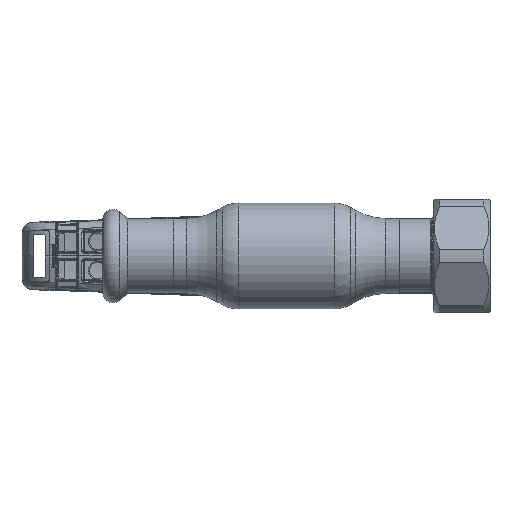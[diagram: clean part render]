
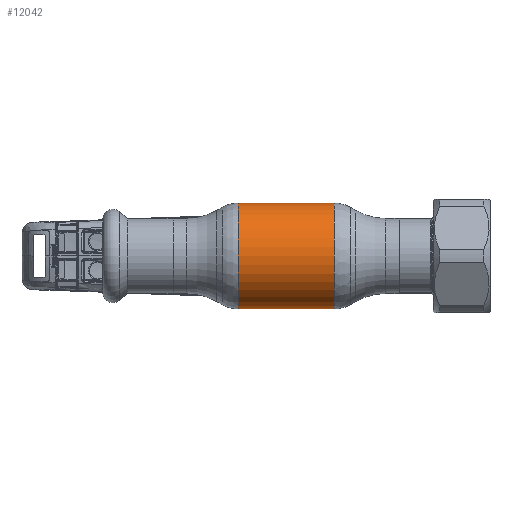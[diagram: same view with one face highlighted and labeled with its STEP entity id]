
A CAD part, front view. The second image highlights one B-rep face of the part: STEP entity #12042.
In plain terms, the highlighted cylindrical face has radius 15 mm (diameter 30 mm), a partial arc.
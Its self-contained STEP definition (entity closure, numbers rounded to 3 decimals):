
#400 = DIRECTION ( 'NONE',  ( -1., 0., 0. ) ) ;
#3892 = CYLINDRICAL_SURFACE ( 'NONE', #23660, 15. ) ;
#7265 = EDGE_CURVE ( 'NONE', #52544, #26172, #53892, .T. ) ;
#7308 = AXIS2_PLACEMENT_3D ( 'NONE', #22288, #400, #16241 ) ;
#7526 = DIRECTION ( 'NONE',  ( -1., 0., 0. ) ) ;
#12042 = ADVANCED_FACE ( 'NONE', ( #48527 ), #3892, .T. ) ;
#12442 = EDGE_LOOP ( 'NONE', ( #50938, #69158, #69239, #31904 ) ) ;
#13953 = AXIS2_PLACEMENT_3D ( 'NONE', #35647, #7526, #69613 ) ;
#15915 = CARTESIAN_POINT ( 'NONE',  ( -13.588, 0., 15. ) ) ;
#16142 = VERTEX_POINT ( 'NONE', #18734 ) ;
#16241 = DIRECTION ( 'NONE',  ( 0., 0., 1. ) ) ;
#16945 = DIRECTION ( 'NONE',  ( -1., 0., 0. ) ) ;
#17130 = VECTOR ( 'NONE', #40868, 1000. ) ;
#17256 = VERTEX_POINT ( 'NONE', #62863 ) ;
#18734 = CARTESIAN_POINT ( 'NONE',  ( -13.588, 0., -15. ) ) ;
#22283 = DIRECTION ( 'NONE',  ( 0., 0., 1. ) ) ;
#22288 = CARTESIAN_POINT ( 'NONE',  ( -13.588, 0., 0. ) ) ;
#23660 = AXIS2_PLACEMENT_3D ( 'NONE', #56546, #16945, #22283 ) ;
#26172 = VERTEX_POINT ( 'NONE', #15915 ) ;
#27058 = EDGE_CURVE ( 'NONE', #16142, #26172, #49190, .T. ) ;
#27920 = EDGE_CURVE ( 'NONE', #17256, #52544, #57738, .T. ) ;
#30110 = DIRECTION ( 'NONE',  ( -1., 0., 0. ) ) ;
#30573 = CARTESIAN_POINT ( 'NONE',  ( -62.69, 0., -15. ) ) ;
#31708 = LINE ( 'NONE', #30573, #61442 ) ;
#31904 = ORIENTED_EDGE ( 'NONE', *, *, #27058, .F. ) ;
#35647 = CARTESIAN_POINT ( 'NONE',  ( 13.588, 0., 0. ) ) ;
#36478 = EDGE_CURVE ( 'NONE', #17256, #16142, #31708, .T. ) ;
#40868 = DIRECTION ( 'NONE',  ( -1., 0., 0. ) ) ;
#46497 = CARTESIAN_POINT ( 'NONE',  ( -62.69, 0., 15. ) ) ;
#48527 = FACE_OUTER_BOUND ( 'NONE', #12442, .T. ) ;
#49190 = CIRCLE ( 'NONE', #7308, 15. ) ;
#50938 = ORIENTED_EDGE ( 'NONE', *, *, #36478, .F. ) ;
#52544 = VERTEX_POINT ( 'NONE', #68464 ) ;
#53892 = LINE ( 'NONE', #46497, #17130 ) ;
#56546 = CARTESIAN_POINT ( 'NONE',  ( -62.69, 0., 0. ) ) ;
#57738 = CIRCLE ( 'NONE', #13953, 15. ) ;
#61442 = VECTOR ( 'NONE', #30110, 1000. ) ;
#62863 = CARTESIAN_POINT ( 'NONE',  ( 13.588, 0., -15. ) ) ;
#68464 = CARTESIAN_POINT ( 'NONE',  ( 13.588, 0., 15. ) ) ;
#69158 = ORIENTED_EDGE ( 'NONE', *, *, #27920, .T. ) ;
#69239 = ORIENTED_EDGE ( 'NONE', *, *, #7265, .T. ) ;
#69613 = DIRECTION ( 'NONE',  ( 0., 0., 1. ) ) ;
